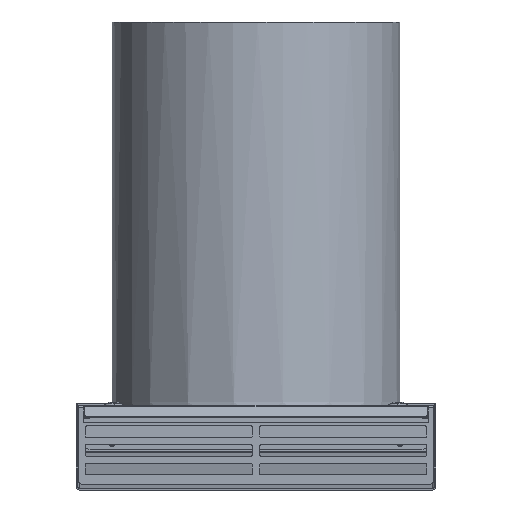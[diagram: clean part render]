
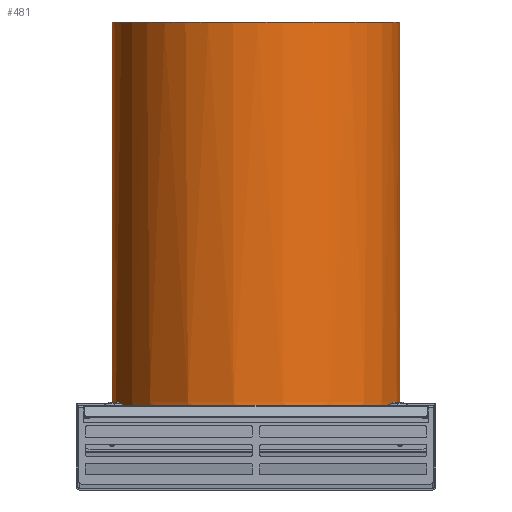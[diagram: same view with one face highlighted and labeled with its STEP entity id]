
A CAD part, front view. The second image highlights one B-rep face of the part: STEP entity #481.
In plain terms, the highlighted face is a revolution surface.
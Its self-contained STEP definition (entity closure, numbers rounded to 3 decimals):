
#481 = ADVANCED_FACE('',(#482),#496,.T.);
#482 = FACE_BOUND('',#483,.T.);
#483 = EDGE_LOOP('',(#484,#509,#526,#541,#558,#573,#590,#605));
#484 = ORIENTED_EDGE('',*,*,#485,.T.);
#485 = EDGE_CURVE('',#486,#488,#490,.T.);
#486 = VERTEX_POINT('',#487);
#487 = CARTESIAN_POINT('',(99.993,1.148,-132.));
#488 = VERTEX_POINT('',#489);
#489 = CARTESIAN_POINT('',(99.993,1.148,132.));
#490 = SURFACE_CURVE('',#491,(#495),.PCURVE_S1.);
#491 = LINE('',#492,#493);
#492 = CARTESIAN_POINT('',(99.993,1.148,-132.));
#493 = VECTOR('',#494,1.);
#494 = DIRECTION('',(0.,0.,1.));
#495 = PCURVE('',#496,#504);
#496 = SURFACE_OF_REVOLUTION('',#497,#501);
#497 = LINE('',#498,#499);
#498 = CARTESIAN_POINT('',(99.993,1.148,132.));
#499 = VECTOR('',#500,1.);
#500 = DIRECTION('',(0.,0.,-1.));
#501 = AXIS1_PLACEMENT('',#502,#503);
#502 = CARTESIAN_POINT('',(0.,0.,131.));
#503 = DIRECTION('',(0.,0.,-1.));
#504 = DEFINITIONAL_REPRESENTATION('',(#505),#508);
#505 = B_SPLINE_CURVE_WITH_KNOTS('',1,(#506,#507),.UNSPECIFIED.,.F.,.F.,
  (2,2),(0.,264.),.PIECEWISE_BEZIER_KNOTS.);
#506 = CARTESIAN_POINT('',(0.,264.));
#507 = CARTESIAN_POINT('',(0.,0.));
#508 = ( GEOMETRIC_REPRESENTATION_CONTEXT(2) 
PARAMETRIC_REPRESENTATION_CONTEXT() REPRESENTATION_CONTEXT('2D SPACE',''
  ) );
#509 = ORIENTED_EDGE('',*,*,#510,.T.);
#510 = EDGE_CURVE('',#488,#511,#513,.T.);
#511 = VERTEX_POINT('',#512);
#512 = CARTESIAN_POINT('',(-99.993,-1.148,132.));
#513 = SURFACE_CURVE('',#514,(#519),.PCURVE_S1.);
#514 = CIRCLE('',#515,100.);
#515 = AXIS2_PLACEMENT_3D('',#516,#517,#518);
#516 = CARTESIAN_POINT('',(0.,0.,132.));
#517 = DIRECTION('',(0.,0.,-1.));
#518 = DIRECTION('',(1.,0.011,0.));
#519 = PCURVE('',#496,#520);
#520 = DEFINITIONAL_REPRESENTATION('',(#521),#525);
#521 = LINE('',#522,#523);
#522 = CARTESIAN_POINT('',(0.,0.));
#523 = VECTOR('',#524,1.);
#524 = DIRECTION('',(1.,0.));
#525 = ( GEOMETRIC_REPRESENTATION_CONTEXT(2) 
PARAMETRIC_REPRESENTATION_CONTEXT() REPRESENTATION_CONTEXT('2D SPACE',''
  ) );
#526 = ORIENTED_EDGE('',*,*,#527,.T.);
#527 = EDGE_CURVE('',#511,#528,#530,.T.);
#528 = VERTEX_POINT('',#529);
#529 = CARTESIAN_POINT('',(-99.993,-1.148,-132.));
#530 = SURFACE_CURVE('',#531,(#535),.PCURVE_S1.);
#531 = LINE('',#532,#533);
#532 = CARTESIAN_POINT('',(-99.993,-1.148,132.));
#533 = VECTOR('',#534,1.);
#534 = DIRECTION('',(0.,0.,-1.));
#535 = PCURVE('',#496,#536);
#536 = DEFINITIONAL_REPRESENTATION('',(#537),#540);
#537 = B_SPLINE_CURVE_WITH_KNOTS('',1,(#538,#539),.UNSPECIFIED.,.F.,.F.,
  (2,2),(0.,264.),.PIECEWISE_BEZIER_KNOTS.);
#538 = CARTESIAN_POINT('',(3.142,0.));
#539 = CARTESIAN_POINT('',(3.142,264.));
#540 = ( GEOMETRIC_REPRESENTATION_CONTEXT(2) 
PARAMETRIC_REPRESENTATION_CONTEXT() REPRESENTATION_CONTEXT('2D SPACE',''
  ) );
#541 = ORIENTED_EDGE('',*,*,#542,.T.);
#542 = EDGE_CURVE('',#528,#543,#545,.T.);
#543 = VERTEX_POINT('',#544);
#544 = CARTESIAN_POINT('',(-99.745,-7.143,-132.));
#545 = SURFACE_CURVE('',#546,(#551),.PCURVE_S1.);
#546 = CIRCLE('',#547,100.);
#547 = AXIS2_PLACEMENT_3D('',#548,#549,#550);
#548 = CARTESIAN_POINT('',(0.,0.,-132.));
#549 = DIRECTION('',(0.,0.,1.));
#550 = DIRECTION('',(1.,0.011,0.));
#551 = PCURVE('',#496,#552);
#552 = DEFINITIONAL_REPRESENTATION('',(#553),#557);
#553 = LINE('',#554,#555);
#554 = CARTESIAN_POINT('',(6.283,264.));
#555 = VECTOR('',#556,1.);
#556 = DIRECTION('',(-1.,0.));
#557 = ( GEOMETRIC_REPRESENTATION_CONTEXT(2) 
PARAMETRIC_REPRESENTATION_CONTEXT() REPRESENTATION_CONTEXT('2D SPACE',''
  ) );
#558 = ORIENTED_EDGE('',*,*,#559,.T.);
#559 = EDGE_CURVE('',#543,#560,#562,.T.);
#560 = VERTEX_POINT('',#561);
#561 = CARTESIAN_POINT('',(-99.745,-7.143,-142.));
#562 = SURFACE_CURVE('',#563,(#567),.PCURVE_S1.);
#563 = LINE('',#564,#565);
#564 = CARTESIAN_POINT('',(-99.745,-7.143,-132.));
#565 = VECTOR('',#566,1.);
#566 = DIRECTION('',(0.,0.,-1.));
#567 = PCURVE('',#496,#568);
#568 = DEFINITIONAL_REPRESENTATION('',(#569),#572);
#569 = B_SPLINE_CURVE_WITH_KNOTS('',1,(#570,#571),.UNSPECIFIED.,.F.,.F.,
  (2,2),(0.,10.),.PIECEWISE_BEZIER_KNOTS.);
#570 = CARTESIAN_POINT('',(3.082,264.));
#571 = CARTESIAN_POINT('',(3.082,274.));
#572 = ( GEOMETRIC_REPRESENTATION_CONTEXT(2) 
PARAMETRIC_REPRESENTATION_CONTEXT() REPRESENTATION_CONTEXT('2D SPACE',''
  ) );
#573 = ORIENTED_EDGE('',*,*,#574,.T.);
#574 = EDGE_CURVE('',#560,#575,#577,.T.);
#575 = VERTEX_POINT('',#576);
#576 = CARTESIAN_POINT('',(99.882,-4.851,-142.));
#577 = SURFACE_CURVE('',#578,(#583),.PCURVE_S1.);
#578 = CIRCLE('',#579,100.);
#579 = AXIS2_PLACEMENT_3D('',#580,#581,#582);
#580 = CARTESIAN_POINT('',(0.,0.,-142.));
#581 = DIRECTION('',(0.,0.,1.));
#582 = DIRECTION('',(-1.,-0.011,0.));
#583 = PCURVE('',#496,#584);
#584 = DEFINITIONAL_REPRESENTATION('',(#585),#589);
#585 = LINE('',#586,#587);
#586 = CARTESIAN_POINT('',(3.142,274.));
#587 = VECTOR('',#588,1.);
#588 = DIRECTION('',(-1.,0.));
#589 = ( GEOMETRIC_REPRESENTATION_CONTEXT(2) 
PARAMETRIC_REPRESENTATION_CONTEXT() REPRESENTATION_CONTEXT('2D SPACE',''
  ) );
#590 = ORIENTED_EDGE('',*,*,#591,.T.);
#591 = EDGE_CURVE('',#575,#592,#594,.T.);
#592 = VERTEX_POINT('',#593);
#593 = CARTESIAN_POINT('',(99.882,-4.851,-132.));
#594 = SURFACE_CURVE('',#595,(#599),.PCURVE_S1.);
#595 = LINE('',#596,#597);
#596 = CARTESIAN_POINT('',(99.882,-4.851,-142.));
#597 = VECTOR('',#598,1.);
#598 = DIRECTION('',(0.,0.,1.));
#599 = PCURVE('',#496,#600);
#600 = DEFINITIONAL_REPRESENTATION('',(#601),#604);
#601 = B_SPLINE_CURVE_WITH_KNOTS('',1,(#602,#603),.UNSPECIFIED.,.F.,.F.,
  (2,2),(0.,10.),.PIECEWISE_BEZIER_KNOTS.);
#602 = CARTESIAN_POINT('',(0.06,274.));
#603 = CARTESIAN_POINT('',(0.06,264.));
#604 = ( GEOMETRIC_REPRESENTATION_CONTEXT(2) 
PARAMETRIC_REPRESENTATION_CONTEXT() REPRESENTATION_CONTEXT('2D SPACE',''
  ) );
#605 = ORIENTED_EDGE('',*,*,#606,.T.);
#606 = EDGE_CURVE('',#592,#486,#607,.T.);
#607 = SURFACE_CURVE('',#608,(#613),.PCURVE_S1.);
#608 = CIRCLE('',#609,100.);
#609 = AXIS2_PLACEMENT_3D('',#610,#611,#612);
#610 = CARTESIAN_POINT('',(0.,0.,-132.));
#611 = DIRECTION('',(0.,0.,1.));
#612 = DIRECTION('',(1.,0.011,0.));
#613 = PCURVE('',#496,#614);
#614 = DEFINITIONAL_REPRESENTATION('',(#615),#619);
#615 = LINE('',#616,#617);
#616 = CARTESIAN_POINT('',(6.283,264.));
#617 = VECTOR('',#618,1.);
#618 = DIRECTION('',(-1.,0.));
#619 = ( GEOMETRIC_REPRESENTATION_CONTEXT(2) 
PARAMETRIC_REPRESENTATION_CONTEXT() REPRESENTATION_CONTEXT('2D SPACE',''
  ) );
